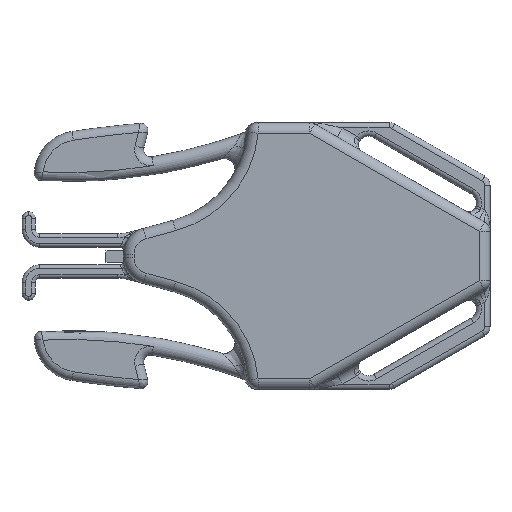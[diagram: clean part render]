
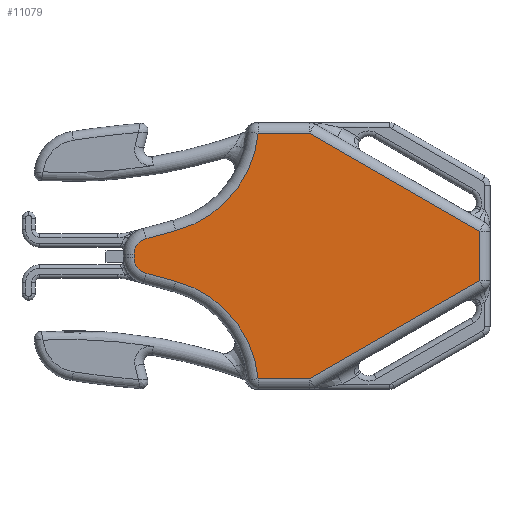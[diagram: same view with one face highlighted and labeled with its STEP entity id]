
A CAD part, front view. The second image highlights one B-rep face of the part: STEP entity #11079.
In plain terms, the highlighted planar face has unit normal (0, -1, 0).
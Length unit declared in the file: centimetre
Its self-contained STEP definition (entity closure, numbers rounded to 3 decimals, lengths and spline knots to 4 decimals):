
#798=FACE_OUTER_BOUND('',#1500,.T.);
#1500=EDGE_LOOP('',(#7872,#7873,#7874,#7875,#7876,#7877,#7878,#7879,#7880,
#7881,#7882,#7883));
#2293=CIRCLE('',#11921,1.5992);
#2294=CIRCLE('',#11922,0.2286);
#2295=CIRCLE('',#11923,0.2286);
#2296=CIRCLE('',#11924,1.5992);
#3133=LINE('',#18080,#4002);
#3134=LINE('',#18082,#4003);
#3135=LINE('',#18084,#4004);
#3136=LINE('',#18086,#4005);
#3137=LINE('',#18090,#4006);
#3138=LINE('',#18094,#4007);
#3139=LINE('',#18098,#4008);
#3140=LINE('',#18101,#4009);
#4002=VECTOR('',#13761,2.8041);
#4003=VECTOR('',#13762,0.7011);
#4004=VECTOR('',#13763,2.8041);
#4005=VECTOR('',#13764,0.7284);
#4006=VECTOR('',#13767,0.4407);
#4007=VECTOR('',#13770,0.0511);
#4008=VECTOR('',#13773,0.4407);
#4009=VECTOR('',#13776,0.7284);
#4965=VERTEX_POINT('',#18078);
#4966=VERTEX_POINT('',#18079);
#4967=VERTEX_POINT('',#18081);
#4968=VERTEX_POINT('',#18083);
#4969=VERTEX_POINT('',#18085);
#4970=VERTEX_POINT('',#18087);
#4971=VERTEX_POINT('',#18089);
#4972=VERTEX_POINT('',#18091);
#4973=VERTEX_POINT('',#18093);
#4974=VERTEX_POINT('',#18095);
#4975=VERTEX_POINT('',#18097);
#4976=VERTEX_POINT('',#18099);
#6080=EDGE_CURVE('',#4965,#4966,#3133,.F.);
#6081=EDGE_CURVE('',#4966,#4967,#3134,.F.);
#6082=EDGE_CURVE('',#4967,#4968,#3135,.F.);
#6083=EDGE_CURVE('',#4968,#4969,#3136,.F.);
#6084=EDGE_CURVE('',#4969,#4970,#2293,.F.);
#6085=EDGE_CURVE('',#4970,#4971,#3137,.F.);
#6086=EDGE_CURVE('',#4971,#4972,#2294,.T.);
#6087=EDGE_CURVE('',#4972,#4973,#3138,.F.);
#6088=EDGE_CURVE('',#4973,#4974,#2295,.T.);
#6089=EDGE_CURVE('',#4974,#4975,#3139,.F.);
#6090=EDGE_CURVE('',#4975,#4976,#2296,.F.);
#6091=EDGE_CURVE('',#4976,#4965,#3140,.F.);
#7872=ORIENTED_EDGE('',*,*,#6080,.T.);
#7873=ORIENTED_EDGE('',*,*,#6081,.T.);
#7874=ORIENTED_EDGE('',*,*,#6082,.T.);
#7875=ORIENTED_EDGE('',*,*,#6083,.T.);
#7876=ORIENTED_EDGE('',*,*,#6084,.T.);
#7877=ORIENTED_EDGE('',*,*,#6085,.T.);
#7878=ORIENTED_EDGE('',*,*,#6086,.T.);
#7879=ORIENTED_EDGE('',*,*,#6087,.T.);
#7880=ORIENTED_EDGE('',*,*,#6088,.T.);
#7881=ORIENTED_EDGE('',*,*,#6089,.T.);
#7882=ORIENTED_EDGE('',*,*,#6090,.T.);
#7883=ORIENTED_EDGE('',*,*,#6091,.T.);
#10828=PLANE('',#11920);
#11079=ADVANCED_FACE('',(#798),#10828,.T.);
#11920=AXIS2_PLACEMENT_3D('',#18077,#13759,#13760);
#11921=AXIS2_PLACEMENT_3D('',#18088,#13765,#13766);
#11922=AXIS2_PLACEMENT_3D('',#18092,#13768,#13769);
#11923=AXIS2_PLACEMENT_3D('',#18096,#13771,#13772);
#11924=AXIS2_PLACEMENT_3D('',#18100,#13774,#13775);
#13759=DIRECTION('center_axis',(0.,-1.,0.));
#13760=DIRECTION('ref_axis',(0.,0.,-1.));
#13761=DIRECTION('',(-0.866,0.,-0.5));
#13762=DIRECTION('',(0.,0.,-1.));
#13763=DIRECTION('',(0.866,0.,-0.5));
#13764=DIRECTION('',(1.,0.,0.));
#13765=DIRECTION('center_axis',(0.,-1.,0.));
#13766=DIRECTION('ref_axis',(0.,0.,-1.));
#13767=DIRECTION('',(0.966,0.,0.26));
#13768=DIRECTION('center_axis',(0.,-1.,0.));
#13769=DIRECTION('ref_axis',(0.,0.,-1.));
#13770=DIRECTION('',(0.,0.,1.));
#13771=DIRECTION('center_axis',(0.,-1.,0.));
#13772=DIRECTION('ref_axis',(0.,0.,-1.));
#13773=DIRECTION('',(-0.966,0.,0.26));
#13774=DIRECTION('center_axis',(0.,-1.,0.));
#13775=DIRECTION('ref_axis',(0.,0.,-1.));
#13776=DIRECTION('',(-1.,0.,0.));
#18077=CARTESIAN_POINT('Origin',(0.3312,-0.635,1.905));
#18078=CARTESIAN_POINT('',(2.6516,-0.635,-1.7526));
#18079=CARTESIAN_POINT('',(5.08,-0.635,-0.3505));
#18080=CARTESIAN_POINT('',(5.08,-0.635,-0.3505));
#18081=CARTESIAN_POINT('',(5.08,-0.635,0.3505));
#18082=CARTESIAN_POINT('',(5.08,-0.635,0.3505));
#18083=CARTESIAN_POINT('',(2.6516,-0.635,1.7526));
#18084=CARTESIAN_POINT('',(2.6516,-0.635,1.7526));
#18085=CARTESIAN_POINT('',(1.9231,-0.635,1.7526));
#18086=CARTESIAN_POINT('',(1.9231,-0.635,1.7526));
#18087=CARTESIAN_POINT('',(0.7471,-0.635,0.3608));
#18088=CARTESIAN_POINT('Origin',(0.3312,-0.635,1.905));
#18089=CARTESIAN_POINT('',(0.3216,-0.635,0.2463));
#18090=CARTESIAN_POINT('',(0.3216,-0.635,0.2463));
#18091=CARTESIAN_POINT('',(0.1524,-0.635,0.0255));
#18092=CARTESIAN_POINT('Origin',(0.381,-0.635,0.0255));
#18093=CARTESIAN_POINT('',(0.1524,-0.635,-0.0255));
#18094=CARTESIAN_POINT('',(0.1524,-0.635,-0.0255));
#18095=CARTESIAN_POINT('',(0.3216,-0.635,-0.2463));
#18096=CARTESIAN_POINT('Origin',(0.381,-0.635,-0.0255));
#18097=CARTESIAN_POINT('',(0.7471,-0.635,-0.3608));
#18098=CARTESIAN_POINT('',(0.7471,-0.635,-0.3608));
#18099=CARTESIAN_POINT('',(1.9231,-0.635,-1.7526));
#18100=CARTESIAN_POINT('Origin',(0.3312,-0.635,-1.905));
#18101=CARTESIAN_POINT('',(2.6516,-0.635,-1.7526));
